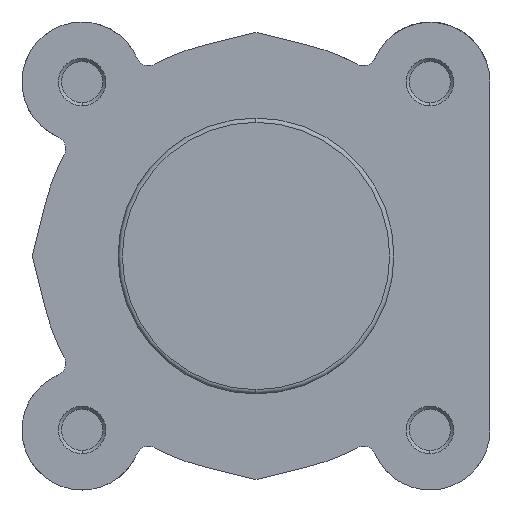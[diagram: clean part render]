
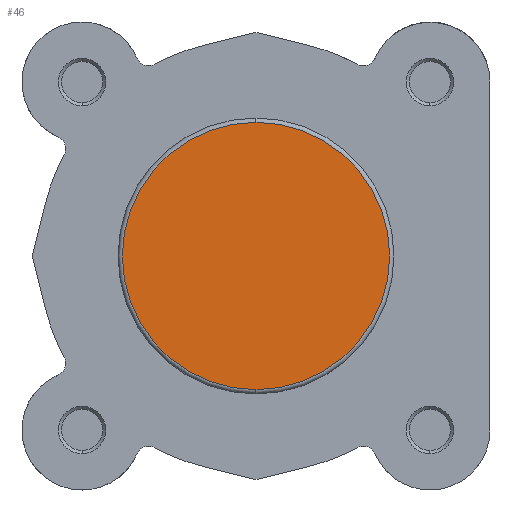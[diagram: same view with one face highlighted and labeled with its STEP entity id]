
A CAD part, left-side view. The second image highlights one B-rep face of the part: STEP entity #46.
In plain terms, the highlighted planar face has unit normal (-1, 0, 0).
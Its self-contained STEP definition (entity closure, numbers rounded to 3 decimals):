
#46 = ADVANCED_FACE ( 'NONE', ( #840 ), #4521, .F. ) ;
#518 = EDGE_LOOP ( 'NONE', ( #4051, #4050 ) ) ;
#840 = FACE_OUTER_BOUND ( 'NONE', #518, .T. ) ;
#1866 = CARTESIAN_POINT ( 'NONE',  ( 0., 0., 21.7 ) ) ;
#2254 = CARTESIAN_POINT ( 'NONE',  ( 0., 0., -21.7 ) ) ;
#2917 = CIRCLE ( 'NONE', #7125, 21.7 ) ;
#3354 = CIRCLE ( 'NONE', #7270, 21.7 ) ;
#3454 = VERTEX_POINT ( 'NONE', #1866 ) ;
#4050 = ORIENTED_EDGE ( 'NONE', *, *, #6415, .T. ) ;
#4051 = ORIENTED_EDGE ( 'NONE', *, *, #6705, .T. ) ;
#4471 = DIRECTION ( 'NONE',  ( 0., 0., -1. ) ) ;
#4515 = DIRECTION ( 'NONE',  ( 1., 0., 0. ) ) ;
#4521 = PLANE ( 'NONE',  #6767 ) ;
#4578 = CARTESIAN_POINT ( 'NONE',  ( 0., 22.4, 0. ) ) ;
#4782 = VERTEX_POINT ( 'NONE', #2254 ) ;
#5078 = CARTESIAN_POINT ( 'NONE',  ( 0., 0., 0. ) ) ;
#5079 = DIRECTION ( 'NONE',  ( -1., 0., 0. ) ) ;
#5080 = DIRECTION ( 'NONE',  ( 0., 0., -1. ) ) ;
#5797 = CARTESIAN_POINT ( 'NONE',  ( 0., 0., 0. ) ) ;
#5804 = DIRECTION ( 'NONE',  ( -1., 0., 0. ) ) ;
#5805 = DIRECTION ( 'NONE',  ( 0., 0., -1. ) ) ;
#6415 = EDGE_CURVE ( 'NONE', #3454, #4782, #2917, .T. ) ;
#6705 = EDGE_CURVE ( 'NONE', #4782, #3454, #3354, .T. ) ;
#6767 = AXIS2_PLACEMENT_3D ( 'NONE', #4578, #4515, #4471 ) ;
#7125 = AXIS2_PLACEMENT_3D ( 'NONE', #5078, #5079, #5080 ) ;
#7270 = AXIS2_PLACEMENT_3D ( 'NONE', #5797, #5804, #5805 ) ;
